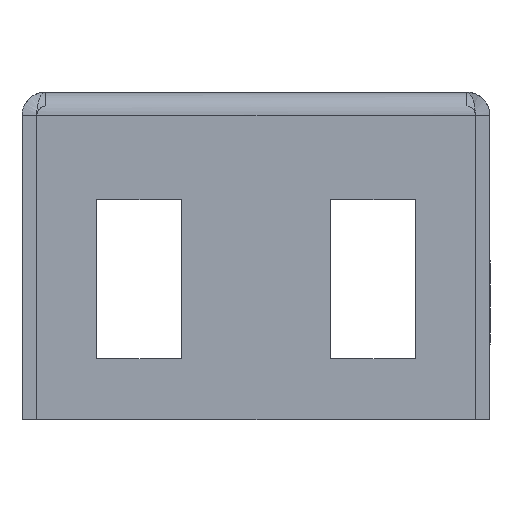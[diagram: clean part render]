
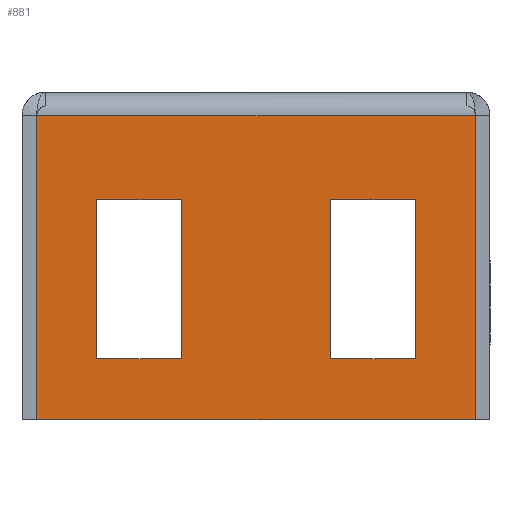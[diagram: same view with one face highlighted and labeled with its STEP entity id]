
A CAD part, left-side view. The second image highlights one B-rep face of the part: STEP entity #881.
In plain terms, the highlighted planar face has unit normal (-1, 0, 0).
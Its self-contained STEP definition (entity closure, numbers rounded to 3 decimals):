
#50 = ORIENTED_EDGE ( 'NONE', *, *, #3095, .F. ) ;
#60 = EDGE_CURVE ( 'NONE', #3798, #3577, #4604, .T. ) ;
#67 = DIRECTION ( 'NONE',  ( 0., 0., 1. ) ) ;
#105 = CARTESIAN_POINT ( 'NONE',  ( -281., 8., -11.5 ) ) ;
#123 = CARTESIAN_POINT ( 'NONE',  ( -281., -23.429, -2.5 ) ) ;
#150 = LINE ( 'NONE', #1013, #4012 ) ;
#174 = VERTEX_POINT ( 'NONE', #105 ) ;
#386 = VERTEX_POINT ( 'NONE', #3985 ) ;
#453 = ORIENTED_EDGE ( 'NONE', *, *, #60, .T. ) ;
#462 = FACE_BOUND ( 'NONE', #2733, .T. ) ;
#608 = LINE ( 'NONE', #4394, #2092 ) ;
#625 = CARTESIAN_POINT ( 'NONE',  ( -281., -17., -11.5 ) ) ;
#626 = FACE_BOUND ( 'NONE', #3215, .T. ) ;
#642 = DIRECTION ( 'NONE',  ( 0., 1., 0. ) ) ;
#648 = EDGE_CURVE ( 'NONE', #386, #1306, #2985, .T. ) ;
#752 = VECTOR ( 'NONE', #67, 1000. ) ;
#854 = AXIS2_PLACEMENT_3D ( 'NONE', #1421, #1773, #973 ) ;
#880 = EDGE_CURVE ( 'NONE', #4338, #2162, #150, .T. ) ;
#881 = ADVANCED_FACE ( 'NONE', ( #626, #462, #1399 ), #2486, .F. ) ;
#893 = VERTEX_POINT ( 'NONE', #3636 ) ;
#961 = DIRECTION ( 'NONE',  ( 0., -1., 0. ) ) ;
#973 = DIRECTION ( 'NONE',  ( 0., 0., -1. ) ) ;
#986 = VERTEX_POINT ( 'NONE', #4159 ) ;
#1013 = CARTESIAN_POINT ( 'NONE',  ( -281., -17., -28.5 ) ) ;
#1041 = LINE ( 'NONE', #1629, #3797 ) ;
#1071 = ORIENTED_EDGE ( 'NONE', *, *, #2336, .F. ) ;
#1111 = VECTOR ( 'NONE', #2029, 1000. ) ;
#1134 = EDGE_CURVE ( 'NONE', #2064, #174, #4527, .T. ) ;
#1142 = EDGE_LOOP ( 'NONE', ( #1071, #1627, #3020, #50 ) ) ;
#1226 = LINE ( 'NONE', #1656, #752 ) ;
#1242 = VERTEX_POINT ( 'NONE', #123 ) ;
#1269 = LINE ( 'NONE', #4621, #2355 ) ;
#1306 = VERTEX_POINT ( 'NONE', #2476 ) ;
#1382 = VERTEX_POINT ( 'NONE', #4714 ) ;
#1396 = LINE ( 'NONE', #4234, #1111 ) ;
#1399 = FACE_OUTER_BOUND ( 'NONE', #1142, .T. ) ;
#1421 = CARTESIAN_POINT ( 'NONE',  ( -281., 2835., -35. ) ) ;
#1504 = ORIENTED_EDGE ( 'NONE', *, *, #3407, .T. ) ;
#1533 = VECTOR ( 'NONE', #961, 1000. ) ;
#1540 = ORIENTED_EDGE ( 'NONE', *, *, #1134, .T. ) ;
#1627 = ORIENTED_EDGE ( 'NONE', *, *, #648, .F. ) ;
#1629 = CARTESIAN_POINT ( 'NONE',  ( -281., 17., -28.5 ) ) ;
#1656 = CARTESIAN_POINT ( 'NONE',  ( -281., -8., -11.5 ) ) ;
#1773 = DIRECTION ( 'NONE',  ( 1., 0., 0. ) ) ;
#1797 = CARTESIAN_POINT ( 'NONE',  ( -281., -17., -11.5 ) ) ;
#1959 = EDGE_CURVE ( 'NONE', #3577, #4338, #3041, .T. ) ;
#1985 = ORIENTED_EDGE ( 'NONE', *, *, #2669, .T. ) ;
#1997 = CARTESIAN_POINT ( 'NONE',  ( -281., -8., -11.5 ) ) ;
#2029 = DIRECTION ( 'NONE',  ( 0., -1., 0. ) ) ;
#2031 = VECTOR ( 'NONE', #4508, 1000. ) ;
#2064 = VERTEX_POINT ( 'NONE', #4767 ) ;
#2092 = VECTOR ( 'NONE', #2928, 1000. ) ;
#2097 = CARTESIAN_POINT ( 'NONE',  ( -281., -23.429, -35. ) ) ;
#2162 = VERTEX_POINT ( 'NONE', #2480 ) ;
#2317 = CARTESIAN_POINT ( 'NONE',  ( -281., 17., -11.5 ) ) ;
#2336 = EDGE_CURVE ( 'NONE', #1306, #1242, #1396, .T. ) ;
#2351 = EDGE_CURVE ( 'NONE', #2162, #3798, #1226, .T. ) ;
#2355 = VECTOR ( 'NONE', #3578, 1000. ) ;
#2455 = LINE ( 'NONE', #2097, #4732 ) ;
#2457 = VECTOR ( 'NONE', #2556, 1000. ) ;
#2476 = CARTESIAN_POINT ( 'NONE',  ( -281., 23.429, -2.5 ) ) ;
#2480 = CARTESIAN_POINT ( 'NONE',  ( -281., -8., -28.5 ) ) ;
#2486 = PLANE ( 'NONE',  #854 ) ;
#2556 = DIRECTION ( 'NONE',  ( 0., 0., -1. ) ) ;
#2624 = ORIENTED_EDGE ( 'NONE', *, *, #1959, .T. ) ;
#2669 = EDGE_CURVE ( 'NONE', #986, #893, #1041, .T. ) ;
#2733 = EDGE_LOOP ( 'NONE', ( #3203, #1540, #1504, #1985 ) ) ;
#2928 = DIRECTION ( 'NONE',  ( 0., -1., 0. ) ) ;
#2985 = LINE ( 'NONE', #3062, #3277 ) ;
#3007 = DIRECTION ( 'NONE',  ( 0., -1., 0. ) ) ;
#3020 = ORIENTED_EDGE ( 'NONE', *, *, #4676, .T. ) ;
#3041 = LINE ( 'NONE', #625, #2457 ) ;
#3062 = CARTESIAN_POINT ( 'NONE',  ( -281., 23.429, -35. ) ) ;
#3095 = EDGE_CURVE ( 'NONE', #1242, #1382, #2455, .T. ) ;
#3203 = ORIENTED_EDGE ( 'NONE', *, *, #4373, .T. ) ;
#3215 = EDGE_LOOP ( 'NONE', ( #453, #2624, #4691, #3344 ) ) ;
#3277 = VECTOR ( 'NONE', #4140, 1000. ) ;
#3344 = ORIENTED_EDGE ( 'NONE', *, *, #2351, .T. ) ;
#3407 = EDGE_CURVE ( 'NONE', #174, #986, #1269, .T. ) ;
#3419 = VECTOR ( 'NONE', #3007, 1000. ) ;
#3550 = DIRECTION ( 'NONE',  ( 0., 0., -1. ) ) ;
#3577 = VERTEX_POINT ( 'NONE', #1797 ) ;
#3578 = DIRECTION ( 'NONE',  ( 0., 0., -1. ) ) ;
#3636 = CARTESIAN_POINT ( 'NONE',  ( -281., 17., -28.5 ) ) ;
#3797 = VECTOR ( 'NONE', #4579, 1000. ) ;
#3798 = VERTEX_POINT ( 'NONE', #1997 ) ;
#3877 = LINE ( 'NONE', #2317, #2031 ) ;
#3985 = CARTESIAN_POINT ( 'NONE',  ( -281., 23.429, -35. ) ) ;
#4012 = VECTOR ( 'NONE', #642, 1000. ) ;
#4132 = CARTESIAN_POINT ( 'NONE',  ( -281., -17., -11.5 ) ) ;
#4140 = DIRECTION ( 'NONE',  ( 0., 0., 1. ) ) ;
#4159 = CARTESIAN_POINT ( 'NONE',  ( -281., 8., -28.5 ) ) ;
#4234 = CARTESIAN_POINT ( 'NONE',  ( -281., 2835., -2.5 ) ) ;
#4256 = CARTESIAN_POINT ( 'NONE',  ( -281., 17., -11.5 ) ) ;
#4338 = VERTEX_POINT ( 'NONE', #4810 ) ;
#4373 = EDGE_CURVE ( 'NONE', #893, #2064, #3877, .T. ) ;
#4394 = CARTESIAN_POINT ( 'NONE',  ( -281., 2835., -35. ) ) ;
#4508 = DIRECTION ( 'NONE',  ( 0., 0., 1. ) ) ;
#4527 = LINE ( 'NONE', #4256, #1533 ) ;
#4579 = DIRECTION ( 'NONE',  ( 0., 1., 0. ) ) ;
#4604 = LINE ( 'NONE', #4132, #3419 ) ;
#4621 = CARTESIAN_POINT ( 'NONE',  ( -281., 8., -11.5 ) ) ;
#4676 = EDGE_CURVE ( 'NONE', #386, #1382, #608, .T. ) ;
#4691 = ORIENTED_EDGE ( 'NONE', *, *, #880, .T. ) ;
#4714 = CARTESIAN_POINT ( 'NONE',  ( -281., -23.429, -35. ) ) ;
#4732 = VECTOR ( 'NONE', #3550, 1000. ) ;
#4767 = CARTESIAN_POINT ( 'NONE',  ( -281., 17., -11.5 ) ) ;
#4810 = CARTESIAN_POINT ( 'NONE',  ( -281., -17., -28.5 ) ) ;
